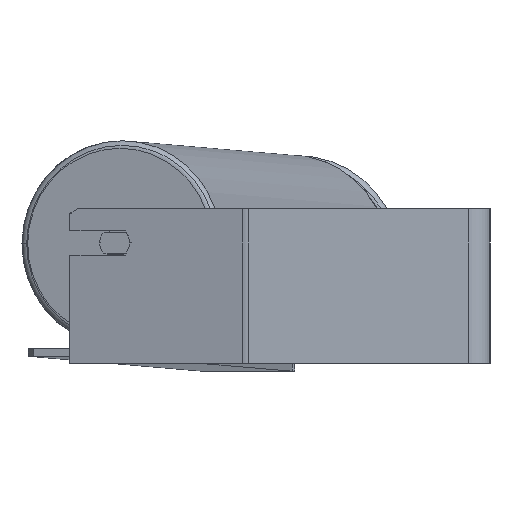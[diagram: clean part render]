
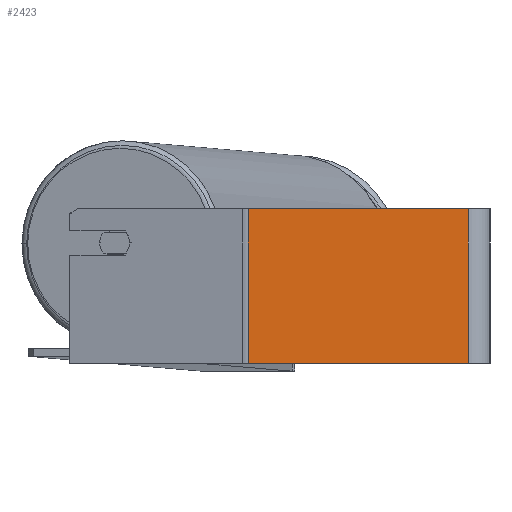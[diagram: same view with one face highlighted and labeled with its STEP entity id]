
A CAD part, left-side view. The second image highlights one B-rep face of the part: STEP entity #2423.
In plain terms, the highlighted planar face has unit normal (-1, 0, 0).
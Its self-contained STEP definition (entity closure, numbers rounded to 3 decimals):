
#391 = CARTESIAN_POINT ( 'NONE',  ( -700., 158.244, -50. ) ) ;
#535 = CARTESIAN_POINT ( 'NONE',  ( -700., 158.244, 50. ) ) ;
#848 = CARTESIAN_POINT ( 'NONE',  ( -700., 14., 50. ) ) ;
#1288 = CARTESIAN_POINT ( 'NONE',  ( -700., 156.401, 50. ) ) ;
#1290 = LINE ( 'NONE', #535, #8868 ) ;
#1651 = ORIENTED_EDGE ( 'NONE', *, *, #5072, .F. ) ;
#1652 = CARTESIAN_POINT ( 'NONE',  ( -700., 156.401, 50. ) ) ;
#1753 = CARTESIAN_POINT ( 'NONE',  ( -700., 158.244, 50. ) ) ;
#1811 = LINE ( 'NONE', #391, #8967 ) ;
#2119 = VERTEX_POINT ( 'NONE', #7937 ) ;
#2423 = ADVANCED_FACE ( 'NONE', ( #5390 ), #8261, .F. ) ;
#2801 = EDGE_CURVE ( 'NONE', #5107, #7036, #5502, .T. ) ;
#3119 = EDGE_CURVE ( 'NONE', #7036, #2119, #1811, .T. ) ;
#3404 = DIRECTION ( 'NONE',  ( 0., 0., -1. ) ) ;
#3452 = DIRECTION ( 'NONE',  ( 0., -1., 0. ) ) ;
#3469 = DIRECTION ( 'NONE',  ( 0., 0., -1. ) ) ;
#3766 = ORIENTED_EDGE ( 'NONE', *, *, #2801, .T. ) ;
#3971 = VECTOR ( 'NONE', #3404, 1000. ) ;
#5072 = EDGE_CURVE ( 'NONE', #7367, #2119, #5386, .T. ) ;
#5107 = VERTEX_POINT ( 'NONE', #1652 ) ;
#5386 = LINE ( 'NONE', #8257, #8360 ) ;
#5390 = FACE_OUTER_BOUND ( 'NONE', #5529, .T. ) ;
#5459 = ORIENTED_EDGE ( 'NONE', *, *, #7944, .F. ) ;
#5502 = LINE ( 'NONE', #1288, #3971 ) ;
#5529 = EDGE_LOOP ( 'NONE', ( #8931, #1651, #5459, #3766 ) ) ;
#6998 = DIRECTION ( 'NONE',  ( 0., -1., 0. ) ) ;
#7036 = VERTEX_POINT ( 'NONE', #8856 ) ;
#7367 = VERTEX_POINT ( 'NONE', #848 ) ;
#7602 = DIRECTION ( 'NONE',  ( 1., 0., 0. ) ) ;
#7887 = AXIS2_PLACEMENT_3D ( 'NONE', #1753, #7602, #3469 ) ;
#7937 = CARTESIAN_POINT ( 'NONE',  ( -700., 14., -50. ) ) ;
#7944 = EDGE_CURVE ( 'NONE', #5107, #7367, #1290, .T. ) ;
#8257 = CARTESIAN_POINT ( 'NONE',  ( -700., 14., 50. ) ) ;
#8261 = PLANE ( 'NONE',  #7887 ) ;
#8360 = VECTOR ( 'NONE', #9018, 1000. ) ;
#8856 = CARTESIAN_POINT ( 'NONE',  ( -700., 156.401, -50. ) ) ;
#8868 = VECTOR ( 'NONE', #3452, 1000. ) ;
#8931 = ORIENTED_EDGE ( 'NONE', *, *, #3119, .T. ) ;
#8967 = VECTOR ( 'NONE', #6998, 1000. ) ;
#9018 = DIRECTION ( 'NONE',  ( 0., 0., -1. ) ) ;
